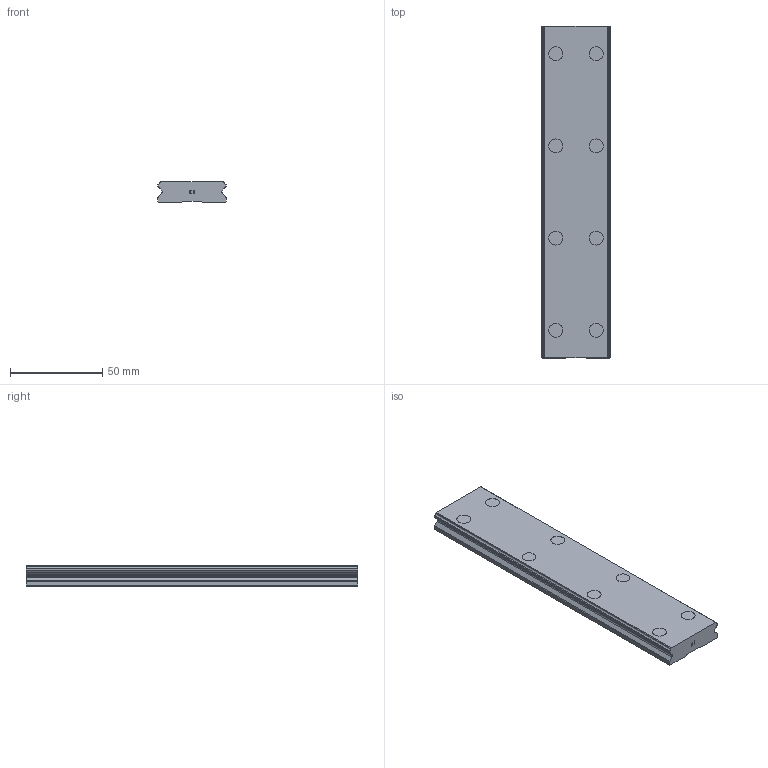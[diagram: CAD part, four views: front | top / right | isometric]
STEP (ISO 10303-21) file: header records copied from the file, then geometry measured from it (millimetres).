
FILE_DESCRIPTION(('STEP AP214'),'1');
FILE_NAME('cctmp_ED350C59-516D-4ED4-95AA-564230E7F7F2_2021_03_03_10_43_33_0517..stp','2021-03-03T09:43:33',('HIWIN GmbH'),('CADClick - www.CADClick.com'),'Spatial InterOp 3D',' ','unknown authorization');
FILE_SCHEMA(('AUTOMOTIVE_DESIGN'));
Length unit declared in the file: millimetre
Products named in the file (1): WER21R180H_FILE
Bounding box: 37 x 180 x 11 mm (x, y, z)
Volume: 66462.6 mm3; surface area: 20395.6 mm2
Topology: 1 solids, 1 shells, 175 faces, 435 edges, 290 vertices
Faces by surface type: plane 109, cylinder 66
Entity records: 6645 total; most frequent: DIRECTION 919, CARTESIAN_POINT 901, ORIENTED_EDGE 870, EDGE_CURVE 435, AXIS2_PLACEMENT_3D 308, LINE 303, VECTOR 303, VERTEX_POINT 290
